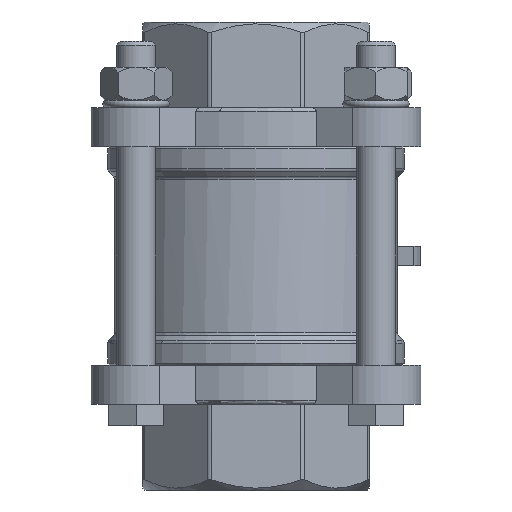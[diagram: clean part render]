
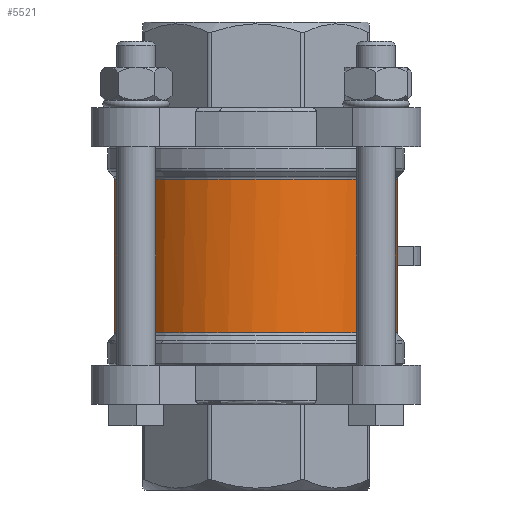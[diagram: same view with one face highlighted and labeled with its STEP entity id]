
A CAD part, front view. The second image highlights one B-rep face of the part: STEP entity #5521.
In plain terms, the highlighted cylindrical face has radius 36.25 mm (diameter 72.5 mm), a full revolution.
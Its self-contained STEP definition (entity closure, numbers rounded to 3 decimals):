
#138=CIRCLE('',#5895,36.25);
#142=CIRCLE('',#5900,36.25);
#151=CIRCLE('',#5924,36.25);
#152=CIRCLE('',#5926,36.25);
#153=CIRCLE('',#5931,36.25);
#154=CIRCLE('',#5933,36.25);
#155=CIRCLE('',#5934,36.25);
#363=CYLINDRICAL_SURFACE('',#5932,36.25);
#437=B_SPLINE_CURVE_WITH_KNOTS('',3,(#8310,#8311,#8312,#8313,#8314,#8315,
#8316),.UNSPECIFIED.,.F.,.F.,(4,1,1,1,4),(0.,0.003,
0.007,0.01,0.014),.UNSPECIFIED.);
#438=B_SPLINE_CURVE_WITH_KNOTS('',3,(#8325,#8326,#8327,#8328,#8329,#8330,
#8331),.UNSPECIFIED.,.F.,.F.,(4,1,1,1,4),(0.003,0.006,
0.01,0.013,0.016),
 .UNSPECIFIED.);
#439=B_SPLINE_CURVE_WITH_KNOTS('',3,(#8373,#8374,#8375,#8376,#8377),
 .UNSPECIFIED.,.F.,.F.,(4,1,4),(0.,0.001,0.002),
 .UNSPECIFIED.);
#440=B_SPLINE_CURVE_WITH_KNOTS('',3,(#8389,#8390,#8391,#8392,#8393),
 .UNSPECIFIED.,.F.,.F.,(4,1,4),(0.,0.001,0.002),
 .UNSPECIFIED.);
#441=B_SPLINE_CURVE_WITH_KNOTS('',3,(#8402,#8403,#8404,#8405,#8406,#8407),
 .UNSPECIFIED.,.F.,.F.,(4,1,1,4),(0.,0.005,
0.01,0.021),.UNSPECIFIED.);
#442=B_SPLINE_CURVE_WITH_KNOTS('',3,(#8419,#8420,#8421,#8422,#8423),
 .UNSPECIFIED.,.F.,.F.,(4,1,4),(0.,0.001,
0.002),.UNSPECIFIED.);
#443=B_SPLINE_CURVE_WITH_KNOTS('',3,(#8432,#8433,#8434,#8435,#8436),
 .UNSPECIFIED.,.F.,.F.,(4,1,4),(0.,0.001,0.002),
 .UNSPECIFIED.);
#444=B_SPLINE_CURVE_WITH_KNOTS('',3,(#8454,#8455,#8456,#8457,#8458,#8459,
#8460),.UNSPECIFIED.,.F.,.F.,(4,1,1,1,4),(0.,0.005,0.01,
0.016,0.021),.UNSPECIFIED.);
#875=ORIENTED_EDGE('',*,*,#2413,.T.);
#876=ORIENTED_EDGE('',*,*,#2430,.T.);
#877=ORIENTED_EDGE('',*,*,#2409,.T.);
#878=ORIENTED_EDGE('',*,*,#2406,.T.);
#879=ORIENTED_EDGE('',*,*,#2403,.T.);
#880=ORIENTED_EDGE('',*,*,#2428,.T.);
#881=ORIENTED_EDGE('',*,*,#2399,.T.);
#882=ORIENTED_EDGE('',*,*,#2396,.T.);
#883=ORIENTED_EDGE('',*,*,#2393,.T.);
#884=ORIENTED_EDGE('',*,*,#2438,.T.);
#885=ORIENTED_EDGE('',*,*,#2369,.T.);
#886=ORIENTED_EDGE('',*,*,#2439,.F.);
#887=ORIENTED_EDGE('',*,*,#2440,.F.);
#888=ORIENTED_EDGE('',*,*,#2441,.F.);
#889=ORIENTED_EDGE('',*,*,#2373,.T.);
#890=ORIENTED_EDGE('',*,*,#2389,.F.);
#891=ORIENTED_EDGE('',*,*,#2442,.F.);
#892=ORIENTED_EDGE('',*,*,#2379,.T.);
#893=ORIENTED_EDGE('',*,*,#2422,.T.);
#894=ORIENTED_EDGE('',*,*,#2416,.T.);
#895=ORIENTED_EDGE('',*,*,#2443,.T.);
#2369=EDGE_CURVE('',#3150,#3154,#437,.T.);
#2373=EDGE_CURVE('',#3159,#3158,#438,.T.);
#2379=EDGE_CURVE('',#3165,#3164,#138,.T.);
#2389=EDGE_CURVE('',#3173,#3158,#142,.T.);
#2393=EDGE_CURVE('',#3174,#3177,#439,.T.);
#2396=EDGE_CURVE('',#3178,#3174,#3710,.T.);
#2399=EDGE_CURVE('',#3180,#3178,#440,.T.);
#2403=EDGE_CURVE('',#3182,#3185,#441,.T.);
#2406=EDGE_CURVE('',#3186,#3182,#3716,.T.);
#2409=EDGE_CURVE('',#3188,#3186,#442,.T.);
#2413=EDGE_CURVE('',#3190,#3193,#443,.T.);
#2416=EDGE_CURVE('',#3194,#3190,#3722,.F.);
#2422=EDGE_CURVE('',#3164,#3194,#444,.T.);
#2428=EDGE_CURVE('',#3185,#3180,#151,.T.);
#2430=EDGE_CURVE('',#3193,#3188,#152,.T.);
#2438=EDGE_CURVE('',#3177,#3150,#153,.T.);
#2439=EDGE_CURVE('',#3200,#3154,#3736,.F.);
#2440=EDGE_CURVE('',#3201,#3200,#154,.T.);
#2441=EDGE_CURVE('',#3159,#3201,#3737,.T.);
#2442=EDGE_CURVE('',#3165,#3173,#3738,.T.);
#2443=EDGE_CURVE('',#3202,#3202,#155,.T.);
#3150=VERTEX_POINT('',#8302);
#3154=VERTEX_POINT('',#8309);
#3158=VERTEX_POINT('',#8324);
#3159=VERTEX_POINT('',#8332);
#3164=VERTEX_POINT('',#8343);
#3165=VERTEX_POINT('',#8345);
#3173=VERTEX_POINT('',#8363);
#3174=VERTEX_POINT('',#8367);
#3177=VERTEX_POINT('',#8372);
#3178=VERTEX_POINT('',#8380);
#3180=VERTEX_POINT('',#8386);
#3182=VERTEX_POINT('',#8396);
#3185=VERTEX_POINT('',#8401);
#3186=VERTEX_POINT('',#8410);
#3188=VERTEX_POINT('',#8416);
#3190=VERTEX_POINT('',#8426);
#3193=VERTEX_POINT('',#8431);
#3194=VERTEX_POINT('',#8439);
#3200=VERTEX_POINT('',#8487);
#3201=VERTEX_POINT('',#8489);
#3202=VERTEX_POINT('',#8493);
#3710=LINE('',#8383,#4119);
#3716=LINE('',#8413,#4125);
#3722=LINE('',#8442,#4131);
#3736=LINE('',#8486,#4145);
#3737=LINE('',#8490,#4146);
#3738=LINE('',#8491,#4147);
#4119=VECTOR('',#6687,1000.);
#4125=VECTOR('',#6703,1000.);
#4131=VECTOR('',#6719,1000.);
#4145=VECTOR('',#6771,1000.);
#4146=VECTOR('',#6774,1000.);
#4147=VECTOR('',#6775,1000.);
#4463=EDGE_LOOP('',(#875,#876,#877,#878,#879,#880,#881,#882,#883,#884,#885,
#886,#887,#888,#889,#890,#891,#892,#893,#894));
#4464=EDGE_LOOP('',(#895));
#4907=FACE_BOUND('',#4463,.T.);
#4908=FACE_BOUND('',#4464,.T.);
#5521=ADVANCED_FACE('',(#4907,#4908),#363,.T.);
#5895=AXIS2_PLACEMENT_3D('',#8344,#6659,#6660);
#5900=AXIS2_PLACEMENT_3D('',#8364,#6675,#6676);
#5924=AXIS2_PLACEMENT_3D('',#8469,#6745,#6746);
#5926=AXIS2_PLACEMENT_3D('',#8472,#6750,#6751);
#5931=AXIS2_PLACEMENT_3D('',#8484,#6767,#6768);
#5932=AXIS2_PLACEMENT_3D('',#8485,#6769,#6770);
#5933=AXIS2_PLACEMENT_3D('',#8488,#6772,#6773);
#5934=AXIS2_PLACEMENT_3D('',#8492,#6776,#6777);
#6659=DIRECTION('',(0.,0.,1.));
#6660=DIRECTION('',(1.,0.,0.));
#6675=DIRECTION('',(0.,0.,1.));
#6676=DIRECTION('',(1.,0.,0.));
#6687=DIRECTION('',(0.,0.,-1.));
#6703=DIRECTION('',(0.,0.,-1.));
#6719=DIRECTION('',(0.,0.,-1.));
#6745=DIRECTION('',(0.,0.,1.));
#6746=DIRECTION('',(1.,0.,0.));
#6750=DIRECTION('',(0.,0.,1.));
#6751=DIRECTION('',(1.,0.,0.));
#6767=DIRECTION('',(0.,0.,-1.));
#6768=DIRECTION('',(-1.,0.,0.));
#6769=DIRECTION('',(0.,0.,-1.));
#6770=DIRECTION('',(-1.,0.,0.));
#6771=DIRECTION('',(0.,0.,-1.));
#6772=DIRECTION('',(0.,0.,-1.));
#6773=DIRECTION('',(-1.,0.,0.));
#6774=DIRECTION('',(0.,0.,-1.));
#6775=DIRECTION('',(0.,0.,-1.));
#6776=DIRECTION('',(0.,0.,-1.));
#6777=DIRECTION('',(-1.,0.,0.));
#8302=CARTESIAN_POINT('',(-16.057,32.5,-2.5));
#8309=CARTESIAN_POINT('',(-9.062,35.099,-13.489));
#8310=CARTESIAN_POINT('',(-16.057,32.5,-2.5));
#8311=CARTESIAN_POINT('',(-15.88,32.587,-3.634));
#8312=CARTESIAN_POINT('',(-15.302,32.871,-5.806));
#8313=CARTESIAN_POINT('',(-13.774,33.55,-8.837));
#8314=CARTESIAN_POINT('',(-11.704,34.338,-11.435));
#8315=CARTESIAN_POINT('',(-9.981,34.862,-12.871));
#8316=CARTESIAN_POINT('',(-9.062,35.099,-13.489));
#8324=CARTESIAN_POINT('',(16.057,32.5,-2.5));
#8325=CARTESIAN_POINT('',(9.062,35.099,-13.489));
#8326=CARTESIAN_POINT('',(9.981,34.862,-12.871));
#8327=CARTESIAN_POINT('',(11.706,34.337,-11.433));
#8328=CARTESIAN_POINT('',(13.771,33.551,-8.841));
#8329=CARTESIAN_POINT('',(15.301,32.871,-5.809));
#8330=CARTESIAN_POINT('',(15.88,32.587,-3.634));
#8331=CARTESIAN_POINT('',(16.057,32.5,-2.5));
#8332=CARTESIAN_POINT('',(9.062,35.099,-13.489));
#8343=CARTESIAN_POINT('',(16.057,32.5,2.5));
#8344=CARTESIAN_POINT('',(0.,0.,2.5));
#8345=CARTESIAN_POINT('',(33.6,13.605,2.5));
#8363=CARTESIAN_POINT('',(33.6,13.605,-2.5));
#8364=CARTESIAN_POINT('',(0.,0.,-2.5));
#8367=CARTESIAN_POINT('',(-18.,31.465,-1.5));
#8372=CARTESIAN_POINT('',(-17.,32.017,-2.5));
#8373=CARTESIAN_POINT('',(-18.,31.465,-1.5));
#8374=CARTESIAN_POINT('',(-18.,31.465,-1.783));
#8375=CARTESIAN_POINT('',(-17.744,31.613,-2.316));
#8376=CARTESIAN_POINT('',(-17.249,31.884,-2.5));
#8377=CARTESIAN_POINT('',(-17.,32.017,-2.5));
#8380=CARTESIAN_POINT('',(-18.,31.465,1.5));
#8383=CARTESIAN_POINT('',(-18.,31.465,-60.));
#8386=CARTESIAN_POINT('',(-17.,32.017,2.5));
#8389=CARTESIAN_POINT('',(-17.,32.017,2.5));
#8390=CARTESIAN_POINT('',(-17.25,31.884,2.5));
#8391=CARTESIAN_POINT('',(-17.743,31.613,2.317));
#8392=CARTESIAN_POINT('',(-18.,31.465,1.784));
#8393=CARTESIAN_POINT('',(-18.,31.465,1.5));
#8396=CARTESIAN_POINT('',(-2.5,36.164,16.057));
#8401=CARTESIAN_POINT('',(-16.057,32.5,2.5));
#8402=CARTESIAN_POINT('',(-2.5,36.164,16.057));
#8403=CARTESIAN_POINT('',(-4.23,36.044,15.787));
#8404=CARTESIAN_POINT('',(-7.517,35.566,14.709));
#8405=CARTESIAN_POINT('',(-13.071,33.992,10.664));
#8406=CARTESIAN_POINT('',(-15.518,32.766,5.957));
#8407=CARTESIAN_POINT('',(-16.057,32.5,2.5));
#8410=CARTESIAN_POINT('',(-2.5,36.164,17.75));
#8413=CARTESIAN_POINT('',(-2.5,36.164,-60.));
#8416=CARTESIAN_POINT('',(-1.5,36.219,18.75));
#8419=CARTESIAN_POINT('',(-1.5,36.219,18.75));
#8420=CARTESIAN_POINT('',(-1.764,36.208,18.75));
#8421=CARTESIAN_POINT('',(-2.281,36.18,18.533));
#8422=CARTESIAN_POINT('',(-2.5,36.164,18.014));
#8423=CARTESIAN_POINT('',(-2.5,36.164,17.75));
#8426=CARTESIAN_POINT('',(2.5,36.164,17.75));
#8431=CARTESIAN_POINT('',(1.5,36.219,18.75));
#8432=CARTESIAN_POINT('',(2.5,36.164,17.75));
#8433=CARTESIAN_POINT('',(2.5,36.164,18.014));
#8434=CARTESIAN_POINT('',(2.282,36.18,18.532));
#8435=CARTESIAN_POINT('',(1.764,36.208,18.75));
#8436=CARTESIAN_POINT('',(1.5,36.219,18.75));
#8439=CARTESIAN_POINT('',(2.5,36.164,16.057));
#8442=CARTESIAN_POINT('',(2.5,36.164,-60.));
#8454=CARTESIAN_POINT('',(16.057,32.5,2.5));
#8455=CARTESIAN_POINT('',(15.787,32.633,4.229));
#8456=CARTESIAN_POINT('',(14.712,33.162,7.507));
#8457=CARTESIAN_POINT('',(11.686,34.385,11.67));
#8458=CARTESIAN_POINT('',(7.548,35.56,14.694));
#8459=CARTESIAN_POINT('',(4.23,36.044,15.787));
#8460=CARTESIAN_POINT('',(2.5,36.164,16.057));
#8469=CARTESIAN_POINT('',(0.,0.,2.5));
#8472=CARTESIAN_POINT('',(0.,0.,18.75));
#8484=CARTESIAN_POINT('',(0.,0.,-2.5));
#8485=CARTESIAN_POINT('',(0.,0.,-60.));
#8486=CARTESIAN_POINT('',(-9.062,35.099,-60.));
#8487=CARTESIAN_POINT('',(-9.062,35.099,-19.625));
#8488=CARTESIAN_POINT('',(0.,0.,-19.625));
#8489=CARTESIAN_POINT('',(9.062,35.099,-19.625));
#8490=CARTESIAN_POINT('',(9.062,35.099,-60.));
#8491=CARTESIAN_POINT('',(33.6,13.605,-60.));
#8492=CARTESIAN_POINT('',(0.,0.,19.625));
#8493=CARTESIAN_POINT('',(-36.25,0.,19.625));
